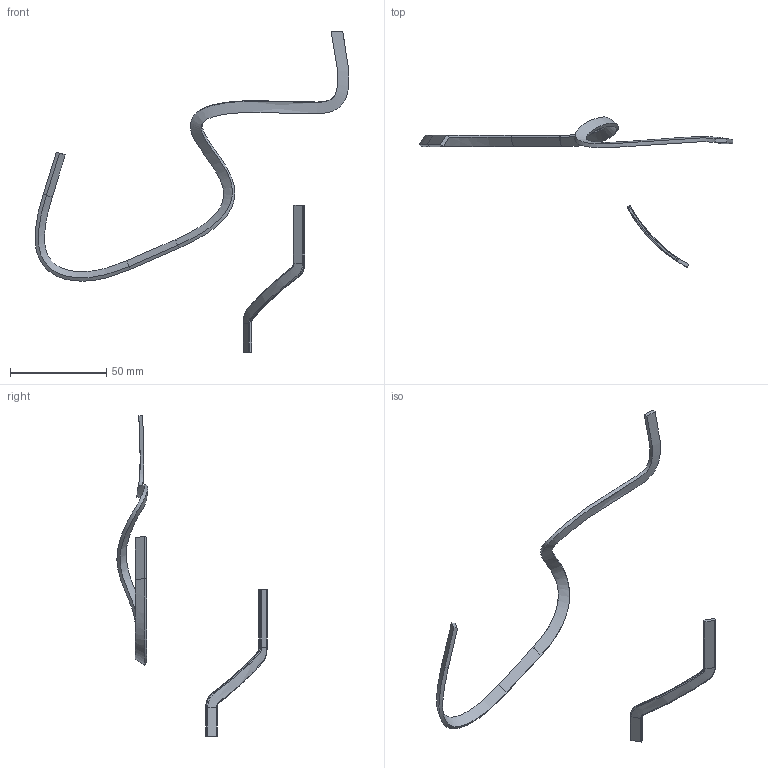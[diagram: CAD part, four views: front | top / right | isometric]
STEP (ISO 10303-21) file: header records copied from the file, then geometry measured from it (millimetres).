
FILE_DESCRIPTION(/* description */ (''),/* implementation_level */ '2;1');
FILE_NAME(/* name */ '2 wires.step',/* time_stamp */ '2021-08-06T10:48:46+02:00',/* author */ (''),/* organization */ (''),/* preprocessor_version */ 'ST-DEVELOPER v18.1',/* originating_system */ 'Autodesk Translation Framework v10.9.0.1377',/* authorisation */ '');
FILE_SCHEMA (('AUTOMOTIVE_DESIGN { 1 0 10303 214 3 1 1 }'));
Length unit declared in the file: millimetre
Products named in the file (1): (Nicht gespeichert)
Bounding box: 162.75 x 77.89 x 166.25 mm (x, y, z)
Volume: 4863.1 mm3; surface area: 6669.7 mm2
Topology: 2 solids, 2 shells, 47 faces, 100 edges, 57 vertices
Faces by surface type: bspline 25, plane 14, cylinder 8
Entity records: 2795 total; most frequent: CARTESIAN_POINT 1902, ORIENTED_EDGE 200, DIRECTION 124, EDGE_CURVE 100, VERTEX_POINT 57, FACE_OUTER_BOUND 47, EDGE_LOOP 47, ADVANCED_FACE 47
